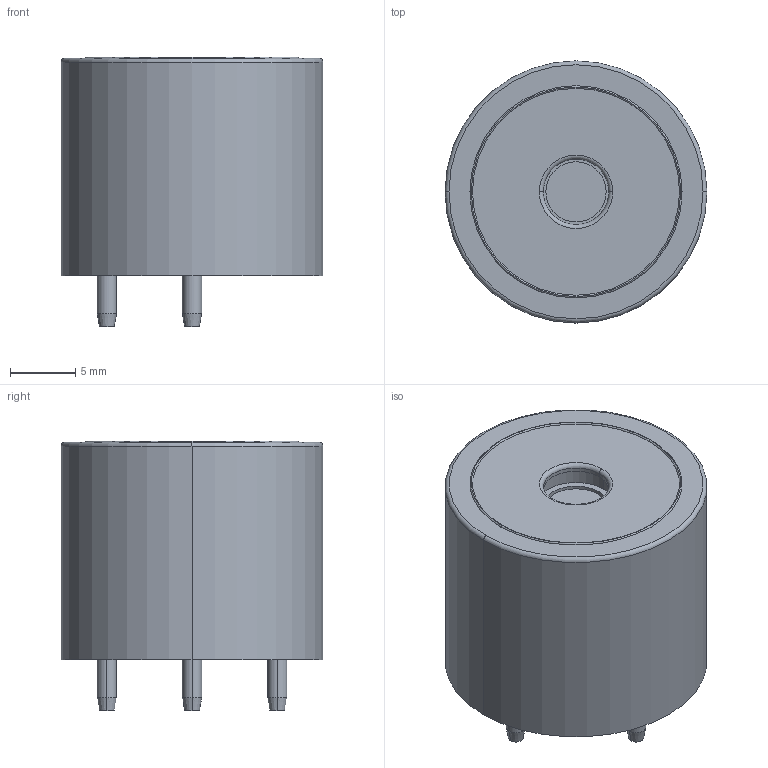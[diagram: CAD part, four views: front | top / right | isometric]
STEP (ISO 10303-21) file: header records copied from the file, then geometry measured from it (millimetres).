
FILE_DESCRIPTION (( 'STEP AP214' ), '1' );
FILE_NAME ('PS4 Sensor 3D SGX.STEP', '2023-02-02T13:03:39', ( '' ), ( '' ), 'SwSTEP 2.0', 'SolidWorks 2022', '' );
FILE_SCHEMA (( 'AUTOMOTIVE_DESIGN' ));
Length unit declared in the file: millimetre
Products named in the file (1): PS4 Sensor 3D SGX
Bounding box: 20 x 20 x 20.6 mm (x, y, z)
Volume: 5003.9 mm3; surface area: 1833.3 mm2
Topology: 1 solids, 1 shells, 46 faces, 90 edges, 56 vertices
Faces by surface type: cylinder 20, plane 12, torus 8, cone 6
Entity records: 1236 total; most frequent: DIRECTION 248, CARTESIAN_POINT 193, ORIENTED_EDGE 180, AXIS2_PLACEMENT_3D 111, EDGE_CURVE 90, CIRCLE 64, VERTEX_POINT 56, EDGE_LOOP 56
